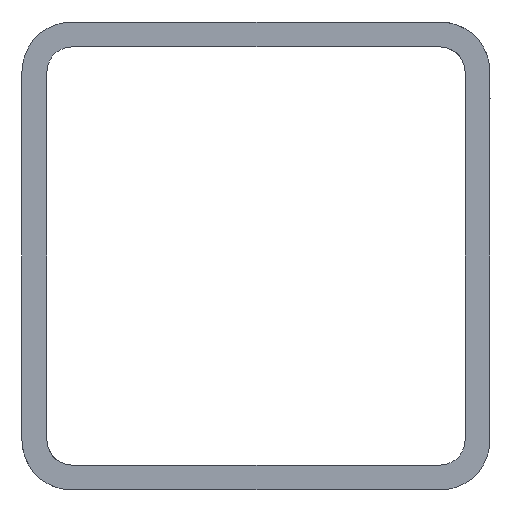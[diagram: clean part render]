
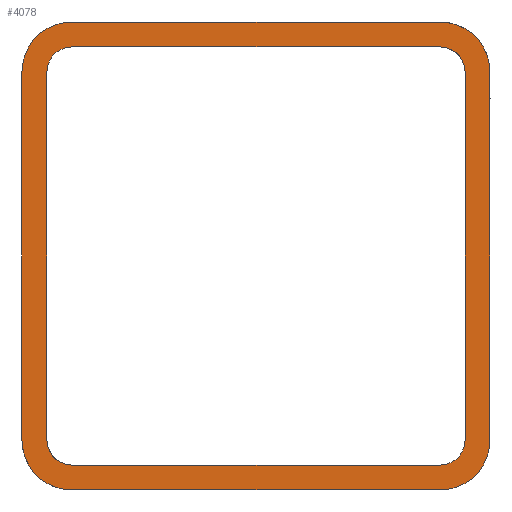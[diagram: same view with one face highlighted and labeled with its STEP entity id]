
A CAD part, left-side view. The second image highlights one B-rep face of the part: STEP entity #4078.
In plain terms, the highlighted planar face has unit normal (-1, 0, 0).
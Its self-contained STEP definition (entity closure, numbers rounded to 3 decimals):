
#16 = DIRECTION ( 'NONE',  ( 0., 1., 0. ) ) ;
#56 = DIRECTION ( 'NONE',  ( 1., 0., 0. ) ) ;
#63 = VECTOR ( 'NONE', #3070, 1000. ) ;
#85 = AXIS2_PLACEMENT_3D ( 'NONE', #238, #1274, #1551 ) ;
#123 = DIRECTION ( 'NONE',  ( 1., 0., 0. ) ) ;
#158 = LINE ( 'NONE', #245, #1635 ) ;
#189 = AXIS2_PLACEMENT_3D ( 'NONE', #1094, #2648, #1677 ) ;
#206 = AXIS2_PLACEMENT_3D ( 'NONE', #4001, #3329, #589 ) ;
#238 = CARTESIAN_POINT ( 'NONE',  ( 0., 23.6, 23.6 ) ) ;
#245 = CARTESIAN_POINT ( 'NONE',  ( 0., 670., 30. ) ) ;
#246 = VERTEX_POINT ( 'NONE', #3764 ) ;
#281 = EDGE_CURVE ( 'NONE', #3421, #3092, #158, .T. ) ;
#286 = VERTEX_POINT ( 'NONE', #3801 ) ;
#319 = DIRECTION ( 'NONE',  ( 0., 0., 1. ) ) ;
#343 = DIRECTION ( 'NONE',  ( 0., 0., 1. ) ) ;
#375 = VERTEX_POINT ( 'NONE', #4150 ) ;
#403 = CARTESIAN_POINT ( 'NONE',  ( 0., -23.6, -26.8 ) ) ;
#416 = VECTOR ( 'NONE', #454, 1000. ) ;
#454 = DIRECTION ( 'NONE',  ( 0., 0., -1. ) ) ;
#494 = LINE ( 'NONE', #3839, #1579 ) ;
#499 = ORIENTED_EDGE ( 'NONE', *, *, #281, .T. ) ;
#589 = DIRECTION ( 'NONE',  ( 0., 0., 1. ) ) ;
#621 = CARTESIAN_POINT ( 'NONE',  ( 0., 23.6, -23.6 ) ) ;
#640 = CARTESIAN_POINT ( 'NONE',  ( 0., -23.6, 23.6 ) ) ;
#662 = DIRECTION ( 'NONE',  ( 0., 0., 1. ) ) ;
#671 = LINE ( 'NONE', #2230, #3037 ) ;
#676 = ORIENTED_EDGE ( 'NONE', *, *, #2705, .T. ) ;
#821 = CIRCLE ( 'NONE', #2964, 3.2 ) ;
#831 = CARTESIAN_POINT ( 'NONE',  ( 0., -23.6, 23.6 ) ) ;
#835 = LINE ( 'NONE', #2150, #416 ) ;
#876 = DIRECTION ( 'NONE',  ( 0., -1., 0. ) ) ;
#889 = AXIS2_PLACEMENT_3D ( 'NONE', #640, #1908, #3947 ) ;
#1025 = VERTEX_POINT ( 'NONE', #3664 ) ;
#1087 = VERTEX_POINT ( 'NONE', #3817 ) ;
#1094 = CARTESIAN_POINT ( 'NONE',  ( 0., 23.6, 23.6 ) ) ;
#1100 = AXIS2_PLACEMENT_3D ( 'NONE', #621, #1951, #662 ) ;
#1107 = EDGE_LOOP ( 'NONE', ( #2656, #3119, #2592, #1391, #499, #1554, #2345, #1914 ) ) ;
#1122 = CARTESIAN_POINT ( 'NONE',  ( 0., 26.8, 0. ) ) ;
#1123 = CIRCLE ( 'NONE', #2291, 3.2 ) ;
#1230 = EDGE_CURVE ( 'NONE', #3092, #3228, #2107, .T. ) ;
#1274 = DIRECTION ( 'NONE',  ( 1., 0., 0. ) ) ;
#1302 = CIRCLE ( 'NONE', #889, 6.4 ) ;
#1304 = DIRECTION ( 'NONE',  ( -1., 0., 0. ) ) ;
#1311 = CARTESIAN_POINT ( 'NONE',  ( 0., -23.6, -23.6 ) ) ;
#1321 = VERTEX_POINT ( 'NONE', #2472 ) ;
#1391 = ORIENTED_EDGE ( 'NONE', *, *, #2173, .T. ) ;
#1442 = DIRECTION ( 'NONE',  ( 0., 0., 1. ) ) ;
#1443 = AXIS2_PLACEMENT_3D ( 'NONE', #2901, #1304, #3565 ) ;
#1551 = DIRECTION ( 'NONE',  ( 0., 0., 1. ) ) ;
#1554 = ORIENTED_EDGE ( 'NONE', *, *, #1230, .T. ) ;
#1579 = VECTOR ( 'NONE', #876, 1000. ) ;
#1618 = CARTESIAN_POINT ( 'NONE',  ( 0., -26.8, 0. ) ) ;
#1635 = VECTOR ( 'NONE', #2828, 1000. ) ;
#1677 = DIRECTION ( 'NONE',  ( 0., 0., 1. ) ) ;
#1696 = DIRECTION ( 'NONE',  ( 0., 0., 1. ) ) ;
#1751 = EDGE_CURVE ( 'NONE', #1321, #1923, #494, .T. ) ;
#1773 = CARTESIAN_POINT ( 'NONE',  ( 0., -26.8, -23.6 ) ) ;
#1869 = ORIENTED_EDGE ( 'NONE', *, *, #4032, .T. ) ;
#1908 = DIRECTION ( 'NONE',  ( -1., 0., 0. ) ) ;
#1909 = EDGE_CURVE ( 'NONE', #1025, #4214, #2567, .T. ) ;
#1914 = ORIENTED_EDGE ( 'NONE', *, *, #2200, .F. ) ;
#1923 = VERTEX_POINT ( 'NONE', #3954 ) ;
#1951 = DIRECTION ( 'NONE',  ( 1., 0., 0. ) ) ;
#1995 = ORIENTED_EDGE ( 'NONE', *, *, #2248, .T. ) ;
#2013 = VECTOR ( 'NONE', #319, 1000. ) ;
#2057 = ORIENTED_EDGE ( 'NONE', *, *, #1909, .T. ) ;
#2107 = CIRCLE ( 'NONE', #189, 6.4 ) ;
#2150 = CARTESIAN_POINT ( 'NONE',  ( 0., 30., -23.6 ) ) ;
#2161 = DIRECTION ( 'NONE',  ( 0., -1., 0. ) ) ;
#2173 = EDGE_CURVE ( 'NONE', #286, #3421, #1302, .T. ) ;
#2200 = EDGE_CURVE ( 'NONE', #1321, #1087, #2960, .T. ) ;
#2202 = CARTESIAN_POINT ( 'NONE',  ( 0., -23.6, 26.8 ) ) ;
#2230 = CARTESIAN_POINT ( 'NONE',  ( 0., 670., -26.8 ) ) ;
#2237 = FACE_OUTER_BOUND ( 'NONE', #1107, .T. ) ;
#2248 = EDGE_CURVE ( 'NONE', #4214, #3941, #821, .T. ) ;
#2279 = DIRECTION ( 'NONE',  ( 1., 0., 0. ) ) ;
#2282 = CARTESIAN_POINT ( 'NONE',  ( 0., 23.6, -23.6 ) ) ;
#2284 = DIRECTION ( 'NONE',  ( 0., 0., -1. ) ) ;
#2291 = AXIS2_PLACEMENT_3D ( 'NONE', #831, #123, #1442 ) ;
#2345 = ORIENTED_EDGE ( 'NONE', *, *, #2516, .T. ) ;
#2385 = EDGE_CURVE ( 'NONE', #3941, #375, #671, .T. ) ;
#2413 = EDGE_CURVE ( 'NONE', #1923, #2987, #3743, .T. ) ;
#2463 = CARTESIAN_POINT ( 'NONE',  ( 0., -23.6, 30. ) ) ;
#2472 = CARTESIAN_POINT ( 'NONE',  ( 0., 23.6, -30. ) ) ;
#2516 = EDGE_CURVE ( 'NONE', #3228, #1087, #835, .T. ) ;
#2517 = EDGE_CURVE ( 'NONE', #3517, #3960, #2760, .T. ) ;
#2567 = LINE ( 'NONE', #1618, #2887 ) ;
#2592 = ORIENTED_EDGE ( 'NONE', *, *, #3188, .T. ) ;
#2648 = DIRECTION ( 'NONE',  ( -1., 0., 0. ) ) ;
#2656 = ORIENTED_EDGE ( 'NONE', *, *, #1751, .T. ) ;
#2691 = CARTESIAN_POINT ( 'NONE',  ( 0., 23.6, 30. ) ) ;
#2705 = EDGE_CURVE ( 'NONE', #3960, #246, #3767, .T. ) ;
#2713 = EDGE_CURVE ( 'NONE', #375, #3517, #3334, .T. ) ;
#2742 = ORIENTED_EDGE ( 'NONE', *, *, #2385, .T. ) ;
#2760 = LINE ( 'NONE', #1122, #63 ) ;
#2803 = ORIENTED_EDGE ( 'NONE', *, *, #2713, .T. ) ;
#2828 = DIRECTION ( 'NONE',  ( 0., 1., 0. ) ) ;
#2836 = EDGE_CURVE ( 'NONE', #3601, #1025, #1123, .T. ) ;
#2887 = VECTOR ( 'NONE', #2284, 1000. ) ;
#2901 = CARTESIAN_POINT ( 'NONE',  ( 0., 670., 0. ) ) ;
#2926 = LINE ( 'NONE', #2951, #2013 ) ;
#2951 = CARTESIAN_POINT ( 'NONE',  ( 0., -30., 0. ) ) ;
#2960 = CIRCLE ( 'NONE', #1100, 6.4 ) ;
#2964 = AXIS2_PLACEMENT_3D ( 'NONE', #1311, #2279, #343 ) ;
#2987 = VERTEX_POINT ( 'NONE', #3689 ) ;
#3037 = VECTOR ( 'NONE', #16, 1000. ) ;
#3070 = DIRECTION ( 'NONE',  ( 0., 0., 1. ) ) ;
#3092 = VERTEX_POINT ( 'NONE', #2691 ) ;
#3119 = ORIENTED_EDGE ( 'NONE', *, *, #2413, .T. ) ;
#3188 = EDGE_CURVE ( 'NONE', #2987, #286, #2926, .T. ) ;
#3228 = VERTEX_POINT ( 'NONE', #3300 ) ;
#3275 = FACE_BOUND ( 'NONE', #3327, .T. ) ;
#3298 = PLANE ( 'NONE',  #1443 ) ;
#3300 = CARTESIAN_POINT ( 'NONE',  ( 0., 30., 23.6 ) ) ;
#3327 = EDGE_LOOP ( 'NONE', ( #2803, #3564, #676, #1869, #3841, #2057, #1995, #2742 ) ) ;
#3329 = DIRECTION ( 'NONE',  ( -1., 0., 0. ) ) ;
#3334 = CIRCLE ( 'NONE', #3902, 3.2 ) ;
#3421 = VERTEX_POINT ( 'NONE', #2463 ) ;
#3470 = CARTESIAN_POINT ( 'NONE',  ( 0., 670., 26.8 ) ) ;
#3517 = VERTEX_POINT ( 'NONE', #3605 ) ;
#3564 = ORIENTED_EDGE ( 'NONE', *, *, #2517, .T. ) ;
#3565 = DIRECTION ( 'NONE',  ( 0., 0., -1. ) ) ;
#3601 = VERTEX_POINT ( 'NONE', #2202 ) ;
#3605 = CARTESIAN_POINT ( 'NONE',  ( 0., 26.8, -23.6 ) ) ;
#3662 = VECTOR ( 'NONE', #2161, 1000. ) ;
#3664 = CARTESIAN_POINT ( 'NONE',  ( 0., -26.8, 23.6 ) ) ;
#3689 = CARTESIAN_POINT ( 'NONE',  ( 0., -30., -23.6 ) ) ;
#3721 = CARTESIAN_POINT ( 'NONE',  ( 0., 26.8, 23.6 ) ) ;
#3743 = CIRCLE ( 'NONE', #206, 6.4 ) ;
#3764 = CARTESIAN_POINT ( 'NONE',  ( 0., 23.6, 26.8 ) ) ;
#3767 = CIRCLE ( 'NONE', #85, 3.2 ) ;
#3801 = CARTESIAN_POINT ( 'NONE',  ( 0., -30., 23.6 ) ) ;
#3817 = CARTESIAN_POINT ( 'NONE',  ( 0., 30., -23.6 ) ) ;
#3828 = LINE ( 'NONE', #3470, #3662 ) ;
#3839 = CARTESIAN_POINT ( 'NONE',  ( 0., 670., -30. ) ) ;
#3841 = ORIENTED_EDGE ( 'NONE', *, *, #2836, .T. ) ;
#3902 = AXIS2_PLACEMENT_3D ( 'NONE', #2282, #56, #1696 ) ;
#3941 = VERTEX_POINT ( 'NONE', #403 ) ;
#3947 = DIRECTION ( 'NONE',  ( 0., 0., 1. ) ) ;
#3954 = CARTESIAN_POINT ( 'NONE',  ( 0., -23.6, -30. ) ) ;
#3960 = VERTEX_POINT ( 'NONE', #3721 ) ;
#4001 = CARTESIAN_POINT ( 'NONE',  ( 0., -23.6, -23.6 ) ) ;
#4032 = EDGE_CURVE ( 'NONE', #246, #3601, #3828, .T. ) ;
#4078 = ADVANCED_FACE ( 'NONE', ( #2237, #3275 ), #3298, .T. ) ;
#4150 = CARTESIAN_POINT ( 'NONE',  ( 0., 23.6, -26.8 ) ) ;
#4214 = VERTEX_POINT ( 'NONE', #1773 ) ;
